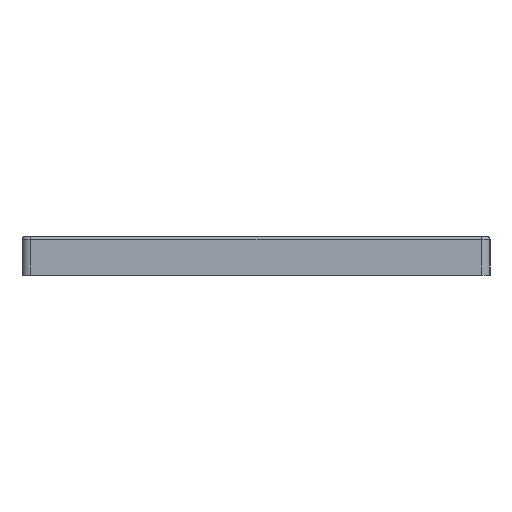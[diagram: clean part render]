
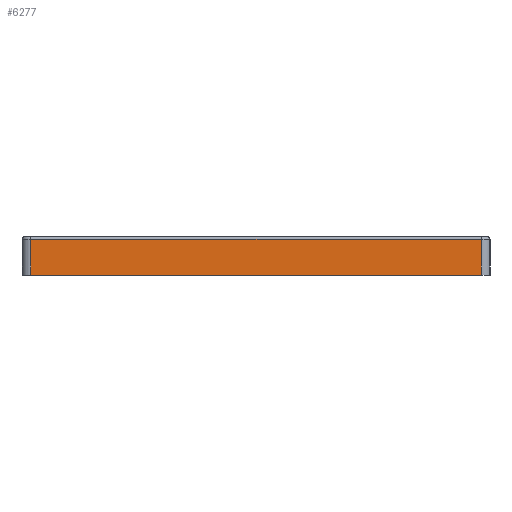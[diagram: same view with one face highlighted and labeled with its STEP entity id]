
A CAD part, left-side view. The second image highlights one B-rep face of the part: STEP entity #6277.
In plain terms, the highlighted planar face has unit normal (-1, 0, 0).
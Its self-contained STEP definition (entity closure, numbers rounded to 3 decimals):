
#639=FACE_OUTER_BOUND('',#1017,.T.);
#1017=EDGE_LOOP('',(#4895,#4896,#4897,#4898));
#1497=LINE('',#9940,#2147);
#1524=LINE('',#10045,#2174);
#1580=LINE('',#10223,#2230);
#1582=LINE('',#10226,#2232);
#2147=VECTOR('',#7930,10.);
#2174=VECTOR('',#8043,10.);
#2230=VECTOR('',#8169,10.);
#2232=VECTOR('',#8173,10.);
#2878=VERTEX_POINT('',#9934);
#2879=VERTEX_POINT('',#9938);
#2913=VERTEX_POINT('',#10042);
#2914=VERTEX_POINT('',#10044);
#3557=EDGE_CURVE('',#2879,#2878,#1497,.T.);
#3606=EDGE_CURVE('',#2913,#2914,#1524,.F.);
#3696=EDGE_CURVE('',#2878,#2913,#1580,.T.);
#3698=EDGE_CURVE('',#2914,#2879,#1582,.T.);
#4895=ORIENTED_EDGE('',*,*,#3557,.F.);
#4896=ORIENTED_EDGE('',*,*,#3698,.F.);
#4897=ORIENTED_EDGE('',*,*,#3606,.F.);
#4898=ORIENTED_EDGE('',*,*,#3696,.F.);
#6035=PLANE('',#6870);
#6277=ADVANCED_FACE('',(#639),#6035,.T.);
#6870=AXIS2_PLACEMENT_3D('',#10225,#8171,#8172);
#7930=DIRECTION('',(0.,-1.,0.));
#8043=DIRECTION('',(0.,-1.,0.));
#8169=DIRECTION('',(0.,0.,-1.));
#8171=DIRECTION('center_axis',(-1.,0.,0.));
#8172=DIRECTION('ref_axis',(0.,-1.,0.));
#8173=DIRECTION('',(0.,0.,1.));
#9934=CARTESIAN_POINT('',(-294.108,-122.623,12.05));
#9938=CARTESIAN_POINT('',(-294.108,8.89,12.05));
#9940=CARTESIAN_POINT('',(-294.108,-22.738,12.05));
#10042=CARTESIAN_POINT('',(-294.108,-122.623,1.6));
#10044=CARTESIAN_POINT('',(-294.108,8.89,1.6));
#10045=CARTESIAN_POINT('',(-294.108,-22.738,1.6));
#10223=CARTESIAN_POINT('',(-294.108,-122.623,5.));
#10225=CARTESIAN_POINT('Origin',(-294.108,11.39,5.));
#10226=CARTESIAN_POINT('',(-294.108,8.89,5.));
